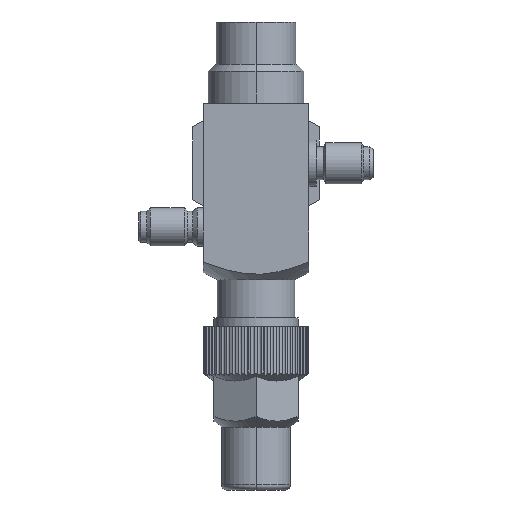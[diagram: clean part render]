
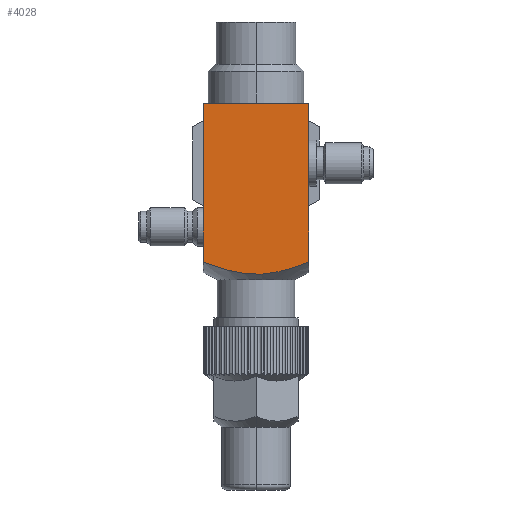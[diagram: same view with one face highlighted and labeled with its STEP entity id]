
A CAD part, left-side view. The second image highlights one B-rep face of the part: STEP entity #4028.
In plain terms, the highlighted planar face has unit normal (-1, 0, 0).
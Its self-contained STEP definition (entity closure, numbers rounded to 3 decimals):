
#93=DIRECTION('',(0.,0.,-1.));
#94=VECTOR('',#93,45.);
#95=CARTESIAN_POINT('',(-14.,15.,25.));
#96=LINE('',#95,#94);
#97=DIRECTION('',(0.,1.,0.));
#98=VECTOR('',#97,30.);
#99=CARTESIAN_POINT('',(-14.,-15.,25.));
#100=LINE('',#99,#98);
#101=DIRECTION('',(0.,0.,1.));
#102=VECTOR('',#101,45.);
#103=CARTESIAN_POINT('',(-14.,-15.,-20.));
#104=LINE('',#103,#102);
#2439=CARTESIAN_POINT('',(-14.,-15.,-20.));
#2440=CARTESIAN_POINT('',(-14.,-14.038,-20.369));
#2441=CARTESIAN_POINT('',(-14.,-12.17,-21.054));
#2442=CARTESIAN_POINT('',(-14.,-9.543,-21.901));
#2443=CARTESIAN_POINT('',(-14.,-7.055,-22.569));
#2444=CARTESIAN_POINT('',(-14.,-4.67,-23.055));
#2445=CARTESIAN_POINT('',(-14.,-2.337,-23.355));
#2446=CARTESIAN_POINT('',(-14.,-0.001,-23.458));
#2447=CARTESIAN_POINT('',(-14.,2.323,-23.356));
#2448=CARTESIAN_POINT('',(-14.,4.667,-23.056));
#2449=CARTESIAN_POINT('',(-14.,7.062,-22.568));
#2450=CARTESIAN_POINT('',(-14.,9.547,-21.9));
#2451=CARTESIAN_POINT('',(-14.,12.169,-21.054));
#2452=CARTESIAN_POINT('',(-14.,14.037,-20.37));
#2453=CARTESIAN_POINT('',(-14.,15.,-20.));
#3302=CARTESIAN_POINT('',(-14.,15.,25.));
#3304=VERTEX_POINT('',#3302);
#3332=CARTESIAN_POINT('',(-14.,15.,-20.));
#3333=VERTEX_POINT('',#3332);
#3356=CARTESIAN_POINT('',(-14.,-15.,-20.));
#3357=CARTESIAN_POINT('',(-14.,-15.,25.));
#3358=VERTEX_POINT('',#3356);
#3359=VERTEX_POINT('',#3357);
#4014=CARTESIAN_POINT('',(-14.,-15.,25.));
#4015=DIRECTION('',(1.,0.,0.));
#4016=DIRECTION('',(0.,0.,-1.));
#4017=AXIS2_PLACEMENT_3D('',#4014,#4015,#4016);
#4018=PLANE('',#4017);
#4020=ORIENTED_EDGE('',*,*,#4019,.F.);
#4021=ORIENTED_EDGE('',*,*,#3999,.F.);
#4023=ORIENTED_EDGE('',*,*,#4022,.F.);
#4025=ORIENTED_EDGE('',*,*,#4024,.T.);
#4026=EDGE_LOOP('',(#4020,#4021,#4023,#4025));
#4027=FACE_OUTER_BOUND('',#4026,.F.);
#4028=ADVANCED_FACE('',(#4027),#4018,.F.);
#2454=B_SPLINE_CURVE_WITH_KNOTS('',3,(#2439,#2440,#2441,#2442,#2443,#2444,#2445,
#2446,#2447,#2448,#2449,#2450,#2451,#2452,#2453),.UNSPECIFIED.,.F.,.F.,(4,1,1,1,
1,1,1,1,1,1,1,1,4),(0.,0.083,0.167,0.25,
0.333,0.417,0.5,0.583,0.667,
0.75,0.833,0.917,1.),.UNSPECIFIED.);
#3999=EDGE_CURVE('',#3359,#3304,#100,.T.);
#4019=EDGE_CURVE('',#3304,#3333,#96,.T.);
#4022=EDGE_CURVE('',#3358,#3359,#104,.T.);
#4024=EDGE_CURVE('',#3358,#3333,#2454,.T.);
